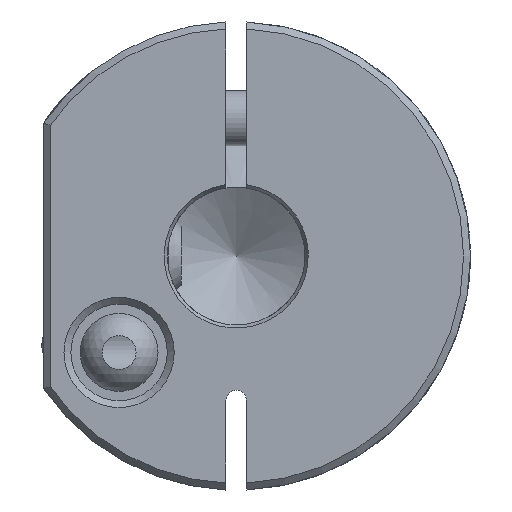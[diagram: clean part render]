
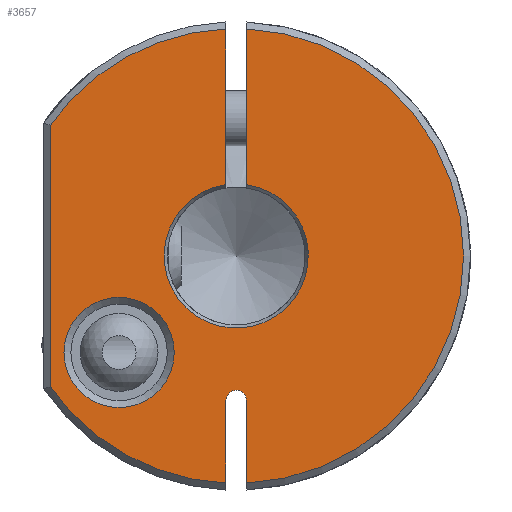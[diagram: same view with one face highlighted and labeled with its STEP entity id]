
A CAD part, left-side view. The second image highlights one B-rep face of the part: STEP entity #3657.
In plain terms, the highlighted planar face has unit normal (-1, 0, 0).
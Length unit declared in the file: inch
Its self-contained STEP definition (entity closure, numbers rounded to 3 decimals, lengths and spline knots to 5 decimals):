
#163=FACE_BOUND('',#1095,.T.);
#219=PLANE('',#3956);
#410=LINE('',#5841,#622);
#415=LINE('',#5874,#627);
#419=LINE('',#5892,#631);
#420=LINE('',#5896,#632);
#421=LINE('',#5900,#633);
#622=VECTOR('',#4575,0.3937);
#627=VECTOR('',#4614,0.3937);
#631=VECTOR('',#4626,0.3937);
#632=VECTOR('',#4629,0.3937);
#633=VECTOR('',#4632,0.3937);
#885=FACE_OUTER_BOUND('',#1094,.T.);
#1094=EDGE_LOOP('',(#2722,#2723,#2724,#2725,#2726,#2727,#2728,#2729,#2730,
#2731));
#1095=EDGE_LOOP('',(#2732));
#1296=CIRCLE('',#3934,0.41189);
#1311=CIRCLE('',#3957,1.29921);
#1312=CIRCLE('',#3958,1.29921);
#1313=CIRCLE('',#3959,0.05906);
#1314=CIRCLE('',#3960,1.29921);
#1315=CIRCLE('',#3961,0.31496);
#1544=VERTEX_POINT('',#5819);
#1545=VERTEX_POINT('',#5823);
#1550=VERTEX_POINT('',#5837);
#1561=VERTEX_POINT('',#5873);
#1567=VERTEX_POINT('',#5889);
#1568=VERTEX_POINT('',#5891);
#1569=VERTEX_POINT('',#5893);
#1570=VERTEX_POINT('',#5895);
#1571=VERTEX_POINT('',#5897);
#1572=VERTEX_POINT('',#5899);
#1573=VERTEX_POINT('',#5902);
#1972=EDGE_CURVE('',#1544,#1545,#1296,.T.);
#1979=EDGE_CURVE('',#1544,#1550,#410,.T.);
#1995=EDGE_CURVE('',#1561,#1545,#415,.T.);
#2002=EDGE_CURVE('',#1567,#1550,#1311,.T.);
#2003=EDGE_CURVE('',#1568,#1567,#419,.T.);
#2004=EDGE_CURVE('',#1569,#1568,#1312,.T.);
#2005=EDGE_CURVE('',#1569,#1570,#420,.T.);
#2006=EDGE_CURVE('',#1571,#1570,#1313,.T.);
#2007=EDGE_CURVE('',#1571,#1572,#421,.T.);
#2008=EDGE_CURVE('',#1561,#1572,#1314,.T.);
#2009=EDGE_CURVE('',#1573,#1573,#1315,.T.);
#2722=ORIENTED_EDGE('',*,*,#1972,.F.);
#2723=ORIENTED_EDGE('',*,*,#1979,.T.);
#2724=ORIENTED_EDGE('',*,*,#2002,.F.);
#2725=ORIENTED_EDGE('',*,*,#2003,.F.);
#2726=ORIENTED_EDGE('',*,*,#2004,.F.);
#2727=ORIENTED_EDGE('',*,*,#2005,.T.);
#2728=ORIENTED_EDGE('',*,*,#2006,.F.);
#2729=ORIENTED_EDGE('',*,*,#2007,.T.);
#2730=ORIENTED_EDGE('',*,*,#2008,.F.);
#2731=ORIENTED_EDGE('',*,*,#1995,.T.);
#2732=ORIENTED_EDGE('',*,*,#2009,.F.);
#3657=ADVANCED_FACE('',(#885,#163),#219,.T.);
#3934=AXIS2_PLACEMENT_3D('',#5824,#4566,#4567);
#3956=AXIS2_PLACEMENT_3D('',#5888,#4622,#4623);
#3957=AXIS2_PLACEMENT_3D('',#5890,#4624,#4625);
#3958=AXIS2_PLACEMENT_3D('',#5894,#4627,#4628);
#3959=AXIS2_PLACEMENT_3D('',#5898,#4630,#4631);
#3960=AXIS2_PLACEMENT_3D('',#5901,#4633,#4634);
#3961=AXIS2_PLACEMENT_3D('',#5903,#4635,#4636);
#4566=DIRECTION('center_axis',(-1.,0.,0.));
#4567=DIRECTION('ref_axis',(0.,0.,-1.));
#4575=DIRECTION('',(0.,0.,1.));
#4614=DIRECTION('',(0.,0.,-1.));
#4622=DIRECTION('center_axis',(-1.,0.,0.));
#4623=DIRECTION('ref_axis',(0.,0.,1.));
#4624=DIRECTION('center_axis',(1.,0.,0.));
#4625=DIRECTION('ref_axis',(0.,-1.,0.));
#4626=DIRECTION('',(0.,0.,1.));
#4627=DIRECTION('center_axis',(1.,0.,0.));
#4628=DIRECTION('ref_axis',(0.,-1.,0.));
#4629=DIRECTION('',(0.,0.,1.));
#4630=DIRECTION('center_axis',(-1.,0.,0.));
#4631=DIRECTION('ref_axis',(0.,-0.707,0.707));
#4632=DIRECTION('',(0.,0.,-1.));
#4633=DIRECTION('center_axis',(1.,0.,0.));
#4634=DIRECTION('ref_axis',(0.,-1.,0.));
#4635=DIRECTION('center_axis',(-1.,0.,0.));
#4636=DIRECTION('ref_axis',(0.,0.,-1.));
#5819=CARTESIAN_POINT('',(-1.65354,0.05906,0.40763));
#5823=CARTESIAN_POINT('',(-1.65354,-0.05906,0.40763));
#5824=CARTESIAN_POINT('Origin',(-1.65354,0.,0.));
#5837=CARTESIAN_POINT('',(-1.65354,0.05906,1.29787));
#5841=CARTESIAN_POINT('',(-1.65354,0.05906,1.1122));
#5873=CARTESIAN_POINT('',(-1.65354,-0.05906,1.29787));
#5874=CARTESIAN_POINT('',(-1.65354,-0.05906,1.1122));
#5888=CARTESIAN_POINT('Origin',(-1.65354,0.66929,0.));
#5889=CARTESIAN_POINT('',(-1.65354,1.06299,0.74699));
#5890=CARTESIAN_POINT('Origin',(-1.65354,0.,0.));
#5891=CARTESIAN_POINT('',(-1.65354,1.06299,-0.74699));
#5892=CARTESIAN_POINT('',(-1.65354,1.06299,0.));
#5893=CARTESIAN_POINT('',(-1.65354,0.05906,-1.29787));
#5894=CARTESIAN_POINT('Origin',(-1.65354,0.,0.));
#5895=CARTESIAN_POINT('',(-1.65354,0.05906,-0.82677));
#5896=CARTESIAN_POINT('',(-1.65354,0.05906,-0.99629));
#5897=CARTESIAN_POINT('',(-1.65354,-0.05906,-0.82677));
#5898=CARTESIAN_POINT('Origin',(-1.65354,0.,-0.82677));
#5899=CARTESIAN_POINT('',(-1.65354,-0.05906,-1.29787));
#5900=CARTESIAN_POINT('',(-1.65354,-0.05906,-0.99629));
#5901=CARTESIAN_POINT('Origin',(-1.65354,0.,0.));
#5902=CARTESIAN_POINT('',(-1.65354,0.66929,-0.23622));
#5903=CARTESIAN_POINT('Origin',(-1.65354,0.66929,-0.55118));
